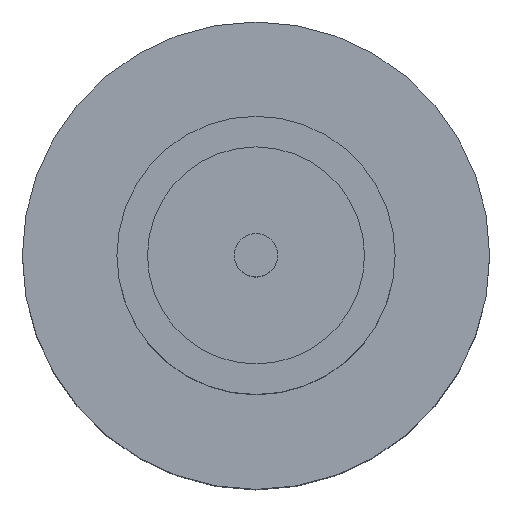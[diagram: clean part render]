
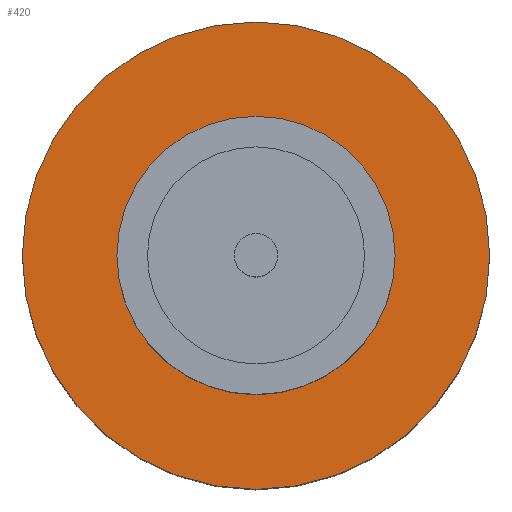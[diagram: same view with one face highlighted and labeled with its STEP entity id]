
A CAD part, top view. The second image highlights one B-rep face of the part: STEP entity #420.
In plain terms, the highlighted planar face has unit normal (0, 0, 1).
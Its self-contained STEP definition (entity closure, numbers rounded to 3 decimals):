
#14 = AXIS2_PLACEMENT_3D ( 'NONE', #180, #164, #676 ) ;
#39 = VERTEX_POINT ( 'NONE', #884 ) ;
#56 = DIRECTION ( 'NONE',  ( 1., 0., 0. ) ) ;
#60 = CARTESIAN_POINT ( 'NONE',  ( 1.25, 0., 1.55 ) ) ;
#67 = DIRECTION ( 'NONE',  ( 0., 0., 1. ) ) ;
#127 = CIRCLE ( 'NONE', #237, 1.25 ) ;
#161 = ORIENTED_EDGE ( 'NONE', *, *, #195, .F. ) ;
#164 = DIRECTION ( 'NONE',  ( 0., 0., 1. ) ) ;
#170 = CARTESIAN_POINT ( 'NONE',  ( -1.25, 0., 1.55 ) ) ;
#180 = CARTESIAN_POINT ( 'NONE',  ( 0., 0., 1.55 ) ) ;
#184 = EDGE_CURVE ( 'NONE', #360, #39, #845, .T. ) ;
#191 = DIRECTION ( 'NONE',  ( 0., 0., 1. ) ) ;
#194 = CARTESIAN_POINT ( 'NONE',  ( 0., 0., 1.55 ) ) ;
#195 = EDGE_CURVE ( 'NONE', #363, #880, #127, .T. ) ;
#211 = EDGE_CURVE ( 'NONE', #880, #363, #316, .T. ) ;
#237 = AXIS2_PLACEMENT_3D ( 'NONE', #604, #314, #412 ) ;
#314 = DIRECTION ( 'NONE',  ( 0., 0., 1. ) ) ;
#316 = CIRCLE ( 'NONE', #365, 1.25 ) ;
#321 = ORIENTED_EDGE ( 'NONE', *, *, #516, .T. ) ;
#344 = CARTESIAN_POINT ( 'NONE',  ( 0., 0., 1.55 ) ) ;
#360 = VERTEX_POINT ( 'NONE', #780 ) ;
#363 = VERTEX_POINT ( 'NONE', #60 ) ;
#365 = AXIS2_PLACEMENT_3D ( 'NONE', #194, #191, #698 ) ;
#399 = ORIENTED_EDGE ( 'NONE', *, *, #211, .F. ) ;
#412 = DIRECTION ( 'NONE',  ( 1., 0., 0. ) ) ;
#420 = ADVANCED_FACE ( 'NONE', ( #426, #775 ), #480, .T. ) ;
#421 = DIRECTION ( 'NONE',  ( 0., 0., 1. ) ) ;
#426 = FACE_BOUND ( 'NONE', #922, .T. ) ;
#480 = PLANE ( 'NONE',  #830 ) ;
#499 = ORIENTED_EDGE ( 'NONE', *, *, #184, .T. ) ;
#511 = AXIS2_PLACEMENT_3D ( 'NONE', #344, #421, #56 ) ;
#516 = EDGE_CURVE ( 'NONE', #39, #360, #901, .T. ) ;
#604 = CARTESIAN_POINT ( 'NONE',  ( 0., 0., 1.55 ) ) ;
#676 = DIRECTION ( 'NONE',  ( 1., 0., 0. ) ) ;
#698 = DIRECTION ( 'NONE',  ( 1., 0., 0. ) ) ;
#735 = EDGE_LOOP ( 'NONE', ( #321, #499 ) ) ;
#775 = FACE_OUTER_BOUND ( 'NONE', #735, .T. ) ;
#780 = CARTESIAN_POINT ( 'NONE',  ( 2.1, 0., 1.55 ) ) ;
#830 = AXIS2_PLACEMENT_3D ( 'NONE', #946, #67, #939 ) ;
#845 = CIRCLE ( 'NONE', #14, 2.1 ) ;
#880 = VERTEX_POINT ( 'NONE', #170 ) ;
#884 = CARTESIAN_POINT ( 'NONE',  ( -2.1, 0., 1.55 ) ) ;
#901 = CIRCLE ( 'NONE', #511, 2.1 ) ;
#922 = EDGE_LOOP ( 'NONE', ( #161, #399 ) ) ;
#939 = DIRECTION ( 'NONE',  ( 1., 0., 0. ) ) ;
#946 = CARTESIAN_POINT ( 'NONE',  ( 0., 0., 1.55 ) ) ;
